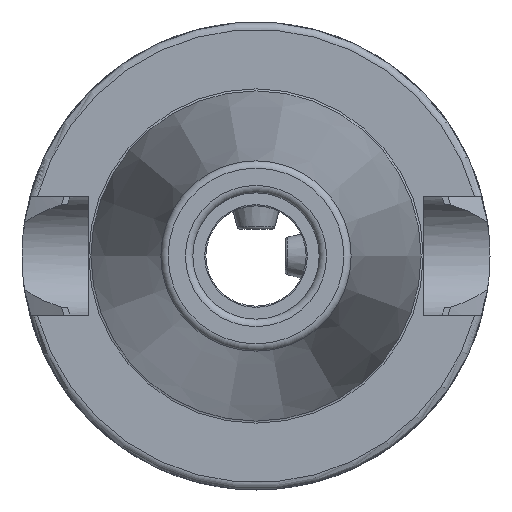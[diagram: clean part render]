
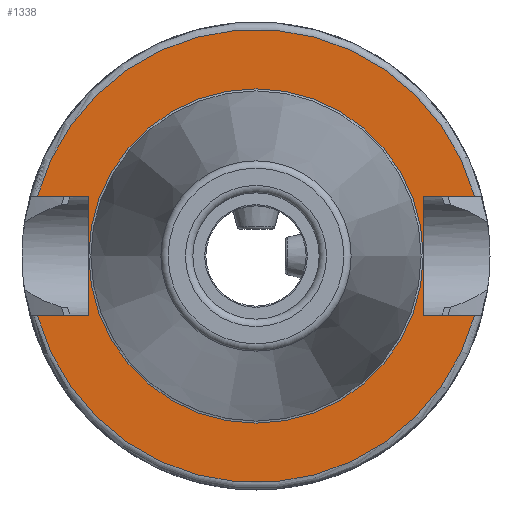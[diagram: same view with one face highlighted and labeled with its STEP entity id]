
A CAD part, left-side view. The second image highlights one B-rep face of the part: STEP entity #1338.
In plain terms, the highlighted planar face has unit normal (-1, 0, 0).
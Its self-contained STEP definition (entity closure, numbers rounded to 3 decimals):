
#50=FACE_BOUND('',#263,.T.);
#66=PLANE('',#1538);
#179=FACE_OUTER_BOUND('',#262,.T.);
#262=EDGE_LOOP('',(#1128,#1129,#1130,#1131,#1132,#1133,#1134,#1135));
#263=EDGE_LOOP('',(#1136));
#323=LINE('',#2392,#405);
#327=LINE('',#2400,#409);
#330=LINE('',#2420,#412);
#341=LINE('',#2520,#423);
#344=LINE('',#2541,#426);
#346=LINE('',#2544,#428);
#405=VECTOR('',#1746,10.);
#409=VECTOR('',#1752,10.);
#412=VECTOR('',#1757,10.);
#423=VECTOR('',#1812,10.);
#426=VECTOR('',#1817,10.);
#428=VECTOR('',#1821,10.);
#507=CIRCLE('',#1515,30.5);
#519=CIRCLE('',#1537,22.5);
#520=CIRCLE('',#1539,30.5);
#605=VERTEX_POINT('',#2380);
#606=VERTEX_POINT('',#2391);
#608=VERTEX_POINT('',#2397);
#609=VERTEX_POINT('',#2399);
#624=VERTEX_POINT('',#2480);
#631=VERTEX_POINT('',#2517);
#632=VERTEX_POINT('',#2519);
#636=VERTEX_POINT('',#2540);
#644=VERTEX_POINT('',#2570);
#756=EDGE_CURVE('',#606,#605,#323,.T.);
#760=EDGE_CURVE('',#609,#608,#327,.T.);
#765=EDGE_CURVE('',#608,#606,#330,.T.);
#785=EDGE_CURVE('',#609,#624,#507,.T.);
#795=EDGE_CURVE('',#632,#631,#341,.T.);
#800=EDGE_CURVE('',#636,#624,#344,.T.);
#802=EDGE_CURVE('',#631,#636,#346,.T.);
#816=EDGE_CURVE('',#644,#644,#519,.T.);
#817=EDGE_CURVE('',#632,#605,#520,.T.);
#1128=ORIENTED_EDGE('',*,*,#756,.T.);
#1129=ORIENTED_EDGE('',*,*,#817,.F.);
#1130=ORIENTED_EDGE('',*,*,#795,.T.);
#1131=ORIENTED_EDGE('',*,*,#802,.T.);
#1132=ORIENTED_EDGE('',*,*,#800,.T.);
#1133=ORIENTED_EDGE('',*,*,#785,.F.);
#1134=ORIENTED_EDGE('',*,*,#760,.T.);
#1135=ORIENTED_EDGE('',*,*,#765,.T.);
#1136=ORIENTED_EDGE('',*,*,#816,.T.);
#1338=ADVANCED_FACE('',(#179,#50),#66,.T.);
#1515=AXIS2_PLACEMENT_3D('',#2481,#1799,#1800);
#1537=AXIS2_PLACEMENT_3D('',#2572,#1857,#1858);
#1538=AXIS2_PLACEMENT_3D('',#2573,#1859,#1860);
#1539=AXIS2_PLACEMENT_3D('',#2574,#1861,#1862);
#1746=DIRECTION('',(0.,-1.,0.));
#1752=DIRECTION('',(0.,1.,0.));
#1757=DIRECTION('',(0.,0.,1.));
#1799=DIRECTION('center_axis',(1.,0.,0.));
#1800=DIRECTION('ref_axis',(0.,0.,-1.));
#1812=DIRECTION('',(0.,-1.,0.));
#1817=DIRECTION('',(0.,1.,0.));
#1821=DIRECTION('',(0.,0.,-1.));
#1857=DIRECTION('center_axis',(1.,0.,0.));
#1858=DIRECTION('ref_axis',(0.,0.,-1.));
#1859=DIRECTION('center_axis',(-1.,0.,0.));
#1860=DIRECTION('ref_axis',(0.,0.,1.));
#1861=DIRECTION('center_axis',(1.,0.,0.));
#1862=DIRECTION('ref_axis',(0.,0.,-1.));
#2380=CARTESIAN_POINT('',(2.,-29.418,8.05));
#2391=CARTESIAN_POINT('',(2.,-22.6,8.05));
#2392=CARTESIAN_POINT('',(2.,3.95,8.05));
#2397=CARTESIAN_POINT('',(2.,-22.6,-8.05));
#2399=CARTESIAN_POINT('',(2.,-29.418,-8.05));
#2400=CARTESIAN_POINT('',(2.,3.95,-8.05));
#2420=CARTESIAN_POINT('',(2.,-22.6,0.));
#2480=CARTESIAN_POINT('',(2.,29.418,-8.05));
#2481=CARTESIAN_POINT('Origin',(2.,0.,0.));
#2517=CARTESIAN_POINT('',(2.,22.6,8.05));
#2519=CARTESIAN_POINT('',(2.,29.418,8.05));
#2520=CARTESIAN_POINT('',(2.,26.55,8.05));
#2540=CARTESIAN_POINT('',(2.,22.6,-8.05));
#2541=CARTESIAN_POINT('',(2.,26.55,-8.05));
#2544=CARTESIAN_POINT('',(2.,22.6,0.));
#2570=CARTESIAN_POINT('',(2.,0.,22.5));
#2572=CARTESIAN_POINT('Origin',(2.,0.,0.));
#2573=CARTESIAN_POINT('Origin',(2.,30.5,0.));
#2574=CARTESIAN_POINT('Origin',(2.,0.,0.));
